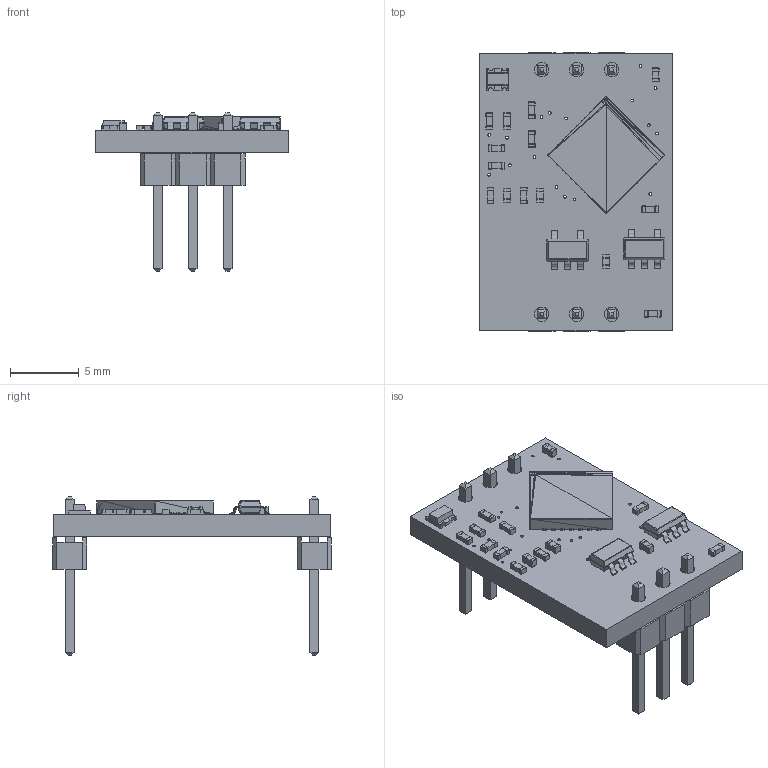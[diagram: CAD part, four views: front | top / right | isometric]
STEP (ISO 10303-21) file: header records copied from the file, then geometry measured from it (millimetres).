
FILE_DESCRIPTION(('for SolidWorks'),'2;1');
FILE_NAME('DO.step', '2019-10-03T11:41:41',('Efrem-PC'),(''), 'Open CASCADE STEP processor 6.6','DipTrace','Unknown');
FILE_SCHEMA(('AUTOMOTIVE_DESIGN { 1 0 10303 214 1 1 1 1 }'));
Length unit declared in the file: millimetre
Products named in the file (8): PCB_DO; Board_DO; User_Library-Header_Male_3Pin; cap_0402; sot23-5; res_0402; RGB-LED2; qfn-28_6x6x0.65
Assembly tree (21 placements, depth 2):
  PCB_DO
    Board_DO
    User_Library-Header_Male_3Pin  x2
    cap_0402  x4
    sot23-5  x2
    res_0402  x10
    RGB-LED2
    qfn-28_6x6x0.65
Bounding box: 13.97 x 20.27 x 11.54 mm (x, y, z)
Volume: 450.4 mm3; surface area: 1311.3 mm2
Topology: 15 solids, 70 shells, 3063 faces, 5604 edges, 2679 vertices
Faces by surface type: plane 2860, bspline 136, cylinder 63, revolution 4
Full cylindrical faces by diameter (mm): 0.2 x17, 1.05 x6
Entity records: 70568 total; most frequent: CARTESIAN_POINT 11201, DIRECTION 8603, ORIENTED_EDGE 7930, EDGE_CURVE 3965, LINE 3759, VECTOR 3759, FACE_BOUND 2474, EDGE_LOOP 2474
